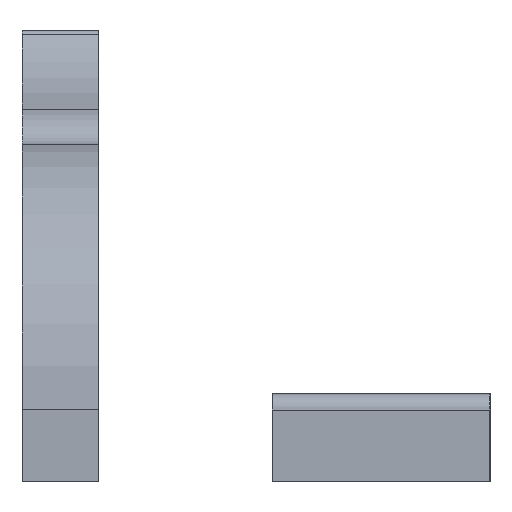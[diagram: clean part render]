
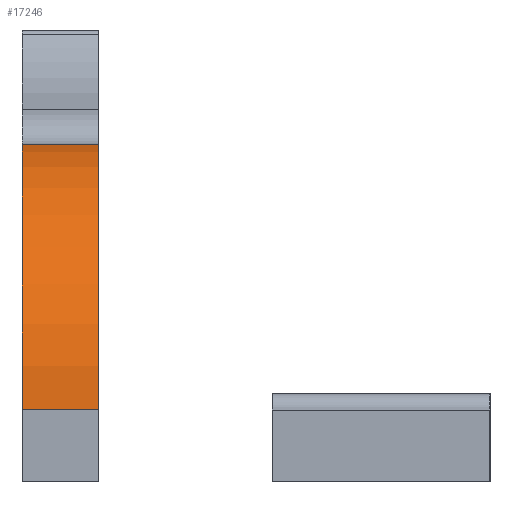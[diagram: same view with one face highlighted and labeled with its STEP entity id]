
A CAD part, left-side view. The second image highlights one B-rep face of the part: STEP entity #17246.
In plain terms, the highlighted cylindrical face has radius 24.5 mm (diameter 49 mm), a partial arc.
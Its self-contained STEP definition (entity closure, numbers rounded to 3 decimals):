
#316=CIRCLE('',#18107,24.5);
#397=CIRCLE('',#18212,24.5);
#500=CYLINDRICAL_SURFACE('',#18282,24.5);
#623=FACE_OUTER_BOUND('',#1739,.T.);
#1739=EDGE_LOOP('',(#13222,#13223,#13224,#13225));
#4028=LINE('',#26825,#6362);
#4029=LINE('',#26827,#6363);
#6362=VECTOR('',#21043,10.);
#6363=VECTOR('',#21046,10.);
#7276=VERTEX_POINT('',#23694);
#7277=VERTEX_POINT('',#23696);
#8061=VERTEX_POINT('',#25312);
#8062=VERTEX_POINT('',#25314);
#8982=EDGE_CURVE('',#7276,#7277,#316,.T.);
#9791=EDGE_CURVE('',#8062,#8061,#397,.T.);
#10550=EDGE_CURVE('',#8062,#7276,#4028,.T.);
#10551=EDGE_CURVE('',#8061,#7277,#4029,.T.);
#13222=ORIENTED_EDGE('',*,*,#10550,.F.);
#13223=ORIENTED_EDGE('',*,*,#9791,.T.);
#13224=ORIENTED_EDGE('',*,*,#10551,.T.);
#13225=ORIENTED_EDGE('',*,*,#8982,.F.);
#17246=ADVANCED_FACE('',(#623),#500,.T.);
#18107=AXIS2_PLACEMENT_3D('',#23697,#19272,#19273);
#18212=AXIS2_PLACEMENT_3D('',#25315,#20210,#20211);
#18282=AXIS2_PLACEMENT_3D('',#26826,#21044,#21045);
#19272=DIRECTION('center_axis',(0.,-1.,0.));
#19273=DIRECTION('ref_axis',(1.,0.,0.));
#20210=DIRECTION('center_axis',(0.,-1.,0.));
#20211=DIRECTION('ref_axis',(1.,0.,0.));
#21043=DIRECTION('',(0.,-1.,0.));
#21044=DIRECTION('center_axis',(0.,1.,0.));
#21045=DIRECTION('ref_axis',(1.,0.,0.));
#21046=DIRECTION('',(0.,-1.,0.));
#23694=CARTESIAN_POINT('',(27.084,0.,31.015));
#23696=CARTESIAN_POINT('',(5.,0.,6.634));
#23697=CARTESIAN_POINT('Origin',(29.5,0.,6.634));
#25312=CARTESIAN_POINT('',(5.,7.,6.634));
#25314=CARTESIAN_POINT('',(27.084,7.,31.015));
#25315=CARTESIAN_POINT('Origin',(29.5,7.,6.634));
#26825=CARTESIAN_POINT('',(27.084,3.5,31.015));
#26826=CARTESIAN_POINT('Origin',(29.5,0.,6.634));
#26827=CARTESIAN_POINT('',(5.,3.5,6.634));
